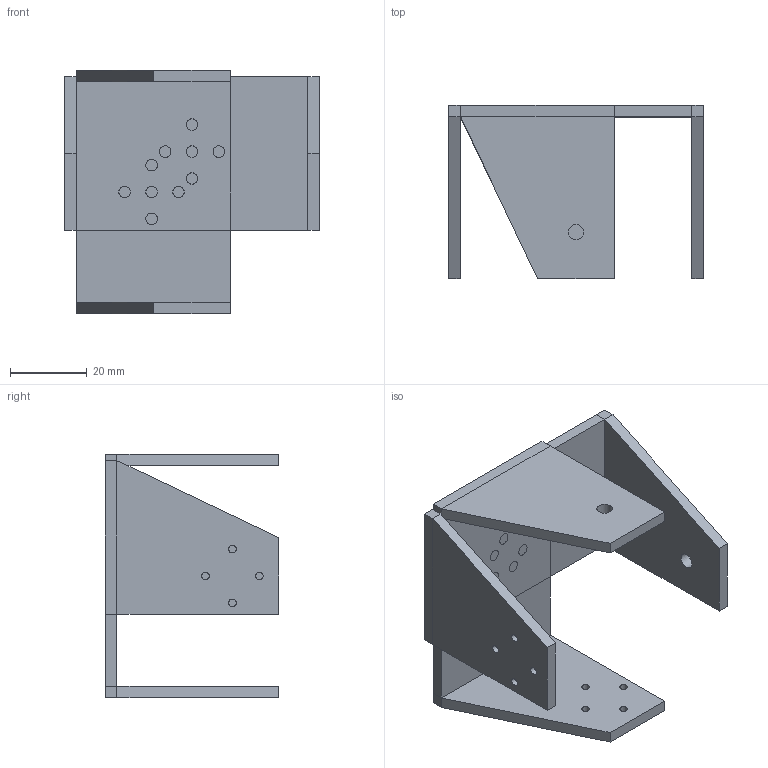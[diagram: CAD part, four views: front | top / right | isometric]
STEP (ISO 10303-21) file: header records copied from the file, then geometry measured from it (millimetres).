
FILE_DESCRIPTION(('FreeCAD Model'),'2;1');
FILE_NAME('Open CASCADE Shape Model','2022-08-07T14:12:54',('Author'),( ''),'Open CASCADE STEP processor 7.5','FreeCAD','Unknown');
FILE_SCHEMA(('AUTOMOTIVE_DESIGN { 1 0 10303 214 1 1 1 1 }'));
Length unit declared in the file: millimetre
Products named in the file (4): servo frame 20kg foot; servo frame mg996r012; servo frame 30kg foot; servo frame mg996r017
Assembly tree (3 placements, depth 3):
  servo frame 20kg foot
    servo frame mg996r012
    servo frame 30kg foot
      servo frame mg996r017
Bounding box: 66.2 x 45 x 63.2 mm (x, y, z)
Volume: 30285.1 mm3; surface area: 22777.7 mm2
Topology: 2 solids, 2 shells, 56 faces, 140 edges, 88 vertices
Faces by surface type: plane 36, cylinder 20
Full cylindrical faces by diameter (mm): 2 x8, 3 x10, 4 x2
Entity records: 3714 total; most frequent: CARTESIAN_POINT 688, DIRECTION 560, LINE 340, VECTOR 340, ORIENTED_EDGE 280, PCURVE 280, DEFINITIONAL_REPRESENTATION 280, EDGE_CURVE 140
